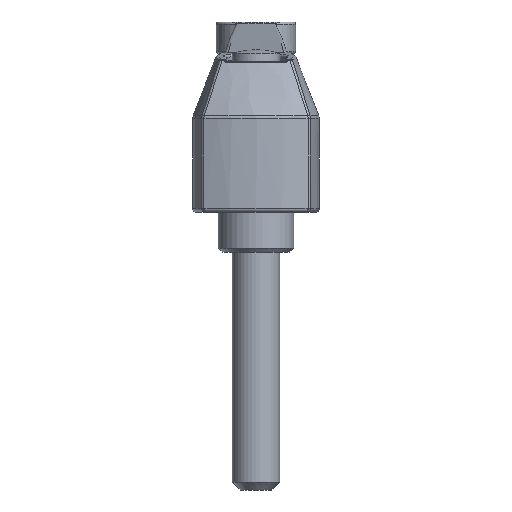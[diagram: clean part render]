
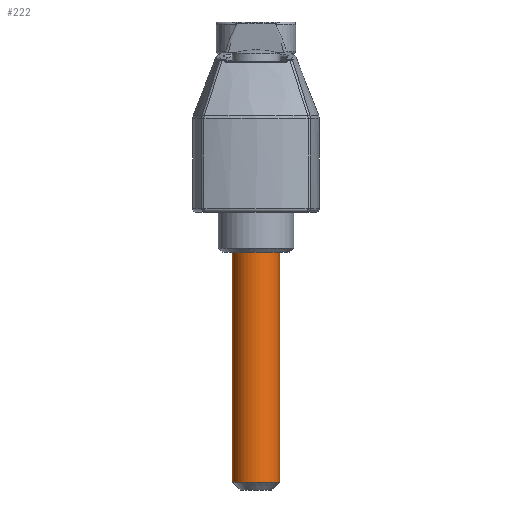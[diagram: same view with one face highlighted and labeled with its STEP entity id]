
A CAD part, left-side view. The second image highlights one B-rep face of the part: STEP entity #222.
In plain terms, the highlighted cylindrical face has radius 3 mm (diameter 6 mm), a full revolution.
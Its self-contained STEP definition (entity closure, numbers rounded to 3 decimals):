
#222 = ADVANCED_FACE( '', ( #552, #553 ), #554, .T. );
#552 = FACE_OUTER_BOUND( '', #1847, .T. );
#553 = FACE_OUTER_BOUND( '', #1848, .T. );
#554 = CYLINDRICAL_SURFACE( '', #1849, 3. );
#1847 = EDGE_LOOP( '', ( #10613 ) );
#1848 = EDGE_LOOP( '', ( #10614 ) );
#1849 = AXIS2_PLACEMENT_3D( '', #10615, #10616, #10617 );
#10613 = ORIENTED_EDGE( '', *, *, #11521, .T. );
#10614 = ORIENTED_EDGE( '', *, *, #11522, .T. );
#10615 = CARTESIAN_POINT( '', ( 0., 0., -35. ) );
#10616 = DIRECTION( '', ( 0., 0., -1. ) );
#10617 = DIRECTION( '', ( 1., 0., 0. ) );
#11521 = EDGE_CURVE( '', #12065, #12065, #12066, .F. );
#11522 = EDGE_CURVE( '', #12067, #12067, #12068, .T. );
#12065 = VERTEX_POINT( '', #13459 );
#12066 = CIRCLE( '', #13460, 3. );
#12067 = VERTEX_POINT( '', #13461 );
#12068 = CIRCLE( '', #13462, 3. );
#13459 = CARTESIAN_POINT( '', ( -3., 0., -34. ) );
#13460 = AXIS2_PLACEMENT_3D( '', #16489, #16490, #16491 );
#13461 = CARTESIAN_POINT( '', ( 0., 3., -5. ) );
#13462 = AXIS2_PLACEMENT_3D( '', #16492, #16493, #16494 );
#16489 = CARTESIAN_POINT( '', ( 0., 0., -34. ) );
#16490 = DIRECTION( '', ( 0., 0., -1. ) );
#16491 = DIRECTION( '', ( -1., 0., 0. ) );
#16492 = CARTESIAN_POINT( '', ( 0., 0., -5. ) );
#16493 = DIRECTION( '', ( 0., 0., -1. ) );
#16494 = DIRECTION( '', ( 0., 1., 0. ) );
